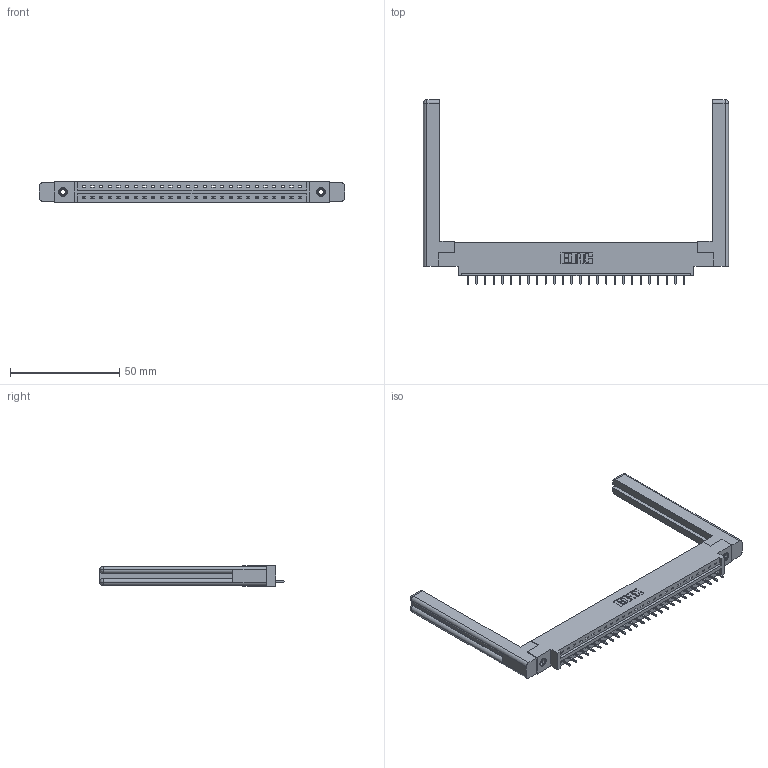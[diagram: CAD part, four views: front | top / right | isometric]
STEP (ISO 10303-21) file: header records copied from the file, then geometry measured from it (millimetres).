
FILE_DESCRIPTION (( 'STEP AP203' ), '1' );
FILE_NAME ('337-026-521-658.STEP', '2019-09-30T18:26:20', ( '' ), ( '' ), 'SwSTEP 2.0', 'SolidWorks 2016', '' );
FILE_SCHEMA (( 'CONFIG_CONTROL_DESIGN' ));
Length unit declared in the file: inch
Products named in the file (5): 337-026-521-658; 337 Part_0.170 Offset - 0.156 Dia-TI; 307-220-058; 345-292-001_345-293-121; 345-250-001_345-250-001-102
Assembly tree (31 placements, depth 2):
  337-026-521-658
    337 Part_0.170 Offset - 0.156 Dia-TI
    345-292-001_345-293-121  x26
    345-250-001_345-250-001-102  x2
    307-220-058  x2
Bounding box: 139.65 x 84.46 x 9.4 mm (x, y, z)
Volume: 21284.6 mm3; surface area: 19500.5 mm2
Topology: 31 solids, 31 shells, 1872 faces, 5565 edges, 3662 vertices
Faces by surface type: plane 1354, cylinder 494, cone 12, torus 12
Entity records: 24180 total; most frequent: CARTESIAN_POINT 4211, ORIENTED_EDGE 4112, DIRECTION 3596, EDGE_CURVE 2056, VECTOR 1880, LINE 1880, VERTEX_POINT 1362, AXIS2_PLACEMENT_3D 858
